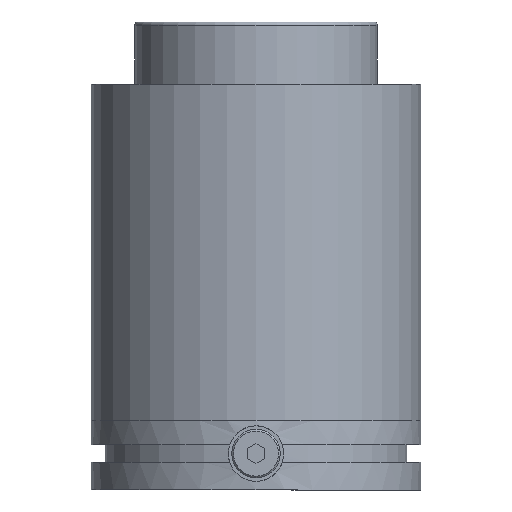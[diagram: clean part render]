
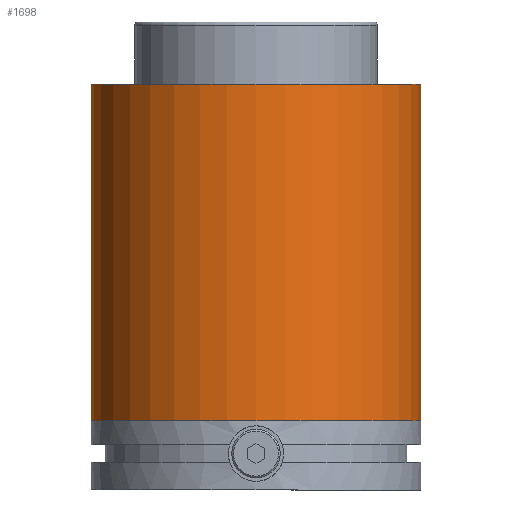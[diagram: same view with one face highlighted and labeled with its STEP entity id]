
A CAD part, front view. The second image highlights one B-rep face of the part: STEP entity #1698.
In plain terms, the highlighted cylindrical face has radius 47.5 mm (diameter 95 mm), a partial arc.
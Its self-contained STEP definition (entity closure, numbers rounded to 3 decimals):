
#84 = CARTESIAN_POINT ( 'NONE',  ( 0., 0., 0. ) ) ;
#205 = CIRCLE ( 'NONE', #932, 47.5 ) ;
#251 = CARTESIAN_POINT ( 'NONE',  ( -47.5, 0., 117. ) ) ;
#265 = EDGE_CURVE ( 'NONE', #1430, #382, #205, .T. ) ;
#287 = VECTOR ( 'NONE', #1977, 1000. ) ;
#325 = ORIENTED_EDGE ( 'NONE', *, *, #1758, .T. ) ;
#382 = VERTEX_POINT ( 'NONE', #251 ) ;
#477 = DIRECTION ( 'NONE',  ( -1., 0., 0. ) ) ;
#512 = EDGE_CURVE ( 'NONE', #382, #1304, #568, .T. ) ;
#534 = DIRECTION ( 'NONE',  ( -1., 0., 0. ) ) ;
#568 = LINE ( 'NONE', #1661, #2585 ) ;
#733 = VERTEX_POINT ( 'NONE', #2110 ) ;
#755 = CARTESIAN_POINT ( 'NONE',  ( 47.5, 0., 0. ) ) ;
#777 = DIRECTION ( 'NONE',  ( 0., 0., -1. ) ) ;
#783 = DIRECTION ( 'NONE',  ( 0., 0., 1. ) ) ;
#932 = AXIS2_PLACEMENT_3D ( 'NONE', #947, #2390, #477 ) ;
#947 = CARTESIAN_POINT ( 'NONE',  ( 0., 0., 117. ) ) ;
#1026 = CARTESIAN_POINT ( 'NONE',  ( 0., 0., 20. ) ) ;
#1261 = LINE ( 'NONE', #755, #287 ) ;
#1298 = AXIS2_PLACEMENT_3D ( 'NONE', #84, #2099, #2516 ) ;
#1304 = VERTEX_POINT ( 'NONE', #2088 ) ;
#1356 = CARTESIAN_POINT ( 'NONE',  ( 47.5, 0., 117. ) ) ;
#1367 = CYLINDRICAL_SURFACE ( 'NONE', #1298, 47.5 ) ;
#1376 = ORIENTED_EDGE ( 'NONE', *, *, #512, .T. ) ;
#1430 = VERTEX_POINT ( 'NONE', #1356 ) ;
#1619 = EDGE_CURVE ( 'NONE', #1430, #733, #1261, .T. ) ;
#1661 = CARTESIAN_POINT ( 'NONE',  ( -47.5, 0., 0. ) ) ;
#1698 = ADVANCED_FACE ( 'NONE', ( #1886 ), #1367, .T. ) ;
#1758 = EDGE_CURVE ( 'NONE', #1304, #733, #2064, .T. ) ;
#1886 = FACE_OUTER_BOUND ( 'NONE', #1923, .T. ) ;
#1923 = EDGE_LOOP ( 'NONE', ( #2329, #2015, #1376, #325 ) ) ;
#1977 = DIRECTION ( 'NONE',  ( 0., 0., -1. ) ) ;
#2015 = ORIENTED_EDGE ( 'NONE', *, *, #265, .T. ) ;
#2064 = CIRCLE ( 'NONE', #2407, 47.5 ) ;
#2088 = CARTESIAN_POINT ( 'NONE',  ( -47.5, 0., 20. ) ) ;
#2099 = DIRECTION ( 'NONE',  ( 0., 0., -1. ) ) ;
#2110 = CARTESIAN_POINT ( 'NONE',  ( 47.5, 0., 20. ) ) ;
#2329 = ORIENTED_EDGE ( 'NONE', *, *, #1619, .F. ) ;
#2390 = DIRECTION ( 'NONE',  ( 0., 0., -1. ) ) ;
#2407 = AXIS2_PLACEMENT_3D ( 'NONE', #1026, #783, #534 ) ;
#2516 = DIRECTION ( 'NONE',  ( -1., 0., 0. ) ) ;
#2585 = VECTOR ( 'NONE', #777, 1000. ) ;
